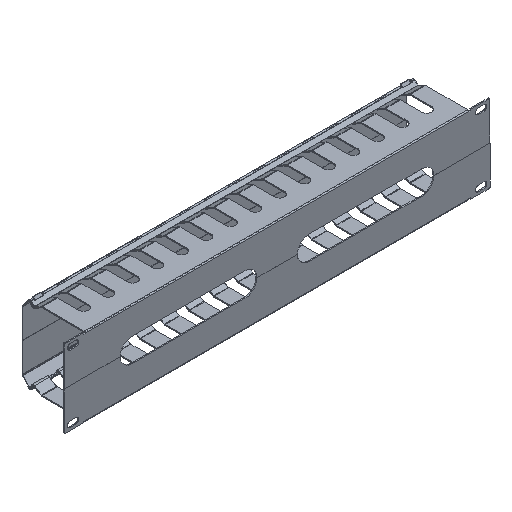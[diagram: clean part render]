
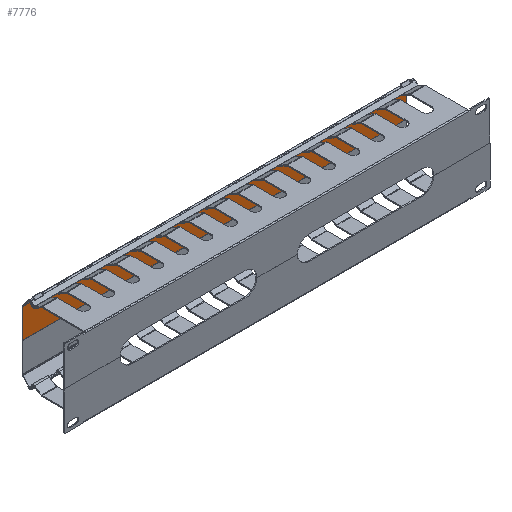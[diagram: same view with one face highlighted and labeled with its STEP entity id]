
A CAD part, isometric view. The second image highlights one B-rep face of the part: STEP entity #7776.
In plain terms, the highlighted face is planar.
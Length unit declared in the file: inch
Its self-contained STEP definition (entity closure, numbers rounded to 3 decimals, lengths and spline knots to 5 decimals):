
#313 = FACE_OUTER_BOUND ( 'NONE', #5190, .T. ) ;
#392 = CARTESIAN_POINT ( 'NONE',  ( 8.56299, 0.43589, -0.03937 ) ) ;
#490 = CARTESIAN_POINT ( 'NONE',  ( -8.56299, -0.875, -0.03937 ) ) ;
#705 = LINE ( 'NONE', #4542, #10661 ) ;
#977 = EDGE_CURVE ( 'NONE', #6887, #2247, #9986, .T. ) ;
#1189 = DIRECTION ( 'NONE',  ( 0., 0., 1. ) ) ;
#1242 = VECTOR ( 'NONE', #5999, 39.37008 ) ;
#1530 = CARTESIAN_POINT ( 'NONE',  ( 8.56299, 0.43589, -0.03937 ) ) ;
#1684 = LINE ( 'NONE', #4762, #2662 ) ;
#2247 = VERTEX_POINT ( 'NONE', #9551 ) ;
#2595 = ORIENTED_EDGE ( 'NONE', *, *, #4525, .T. ) ;
#2662 = VECTOR ( 'NONE', #2811, 39.37008 ) ;
#2811 = DIRECTION ( 'NONE',  ( -1., 0., 0. ) ) ;
#4075 = ORIENTED_EDGE ( 'NONE', *, *, #5046, .T. ) ;
#4362 = DIRECTION ( 'NONE',  ( 0., -1., 0. ) ) ;
#4367 = ORIENTED_EDGE ( 'NONE', *, *, #977, .T. ) ;
#4525 = EDGE_CURVE ( 'NONE', #7774, #6358, #8930, .T. ) ;
#4542 = CARTESIAN_POINT ( 'NONE',  ( -8.56299, 0.43589, -0.03937 ) ) ;
#4762 = CARTESIAN_POINT ( 'NONE',  ( 8.56299, -0.875, -0.03937 ) ) ;
#5019 = DIRECTION ( 'NONE',  ( 1., 0., 0. ) ) ;
#5046 = EDGE_CURVE ( 'NONE', #2247, #7774, #1684, .T. ) ;
#5190 = EDGE_LOOP ( 'NONE', ( #6639, #4367, #4075, #2595 ) ) ;
#5999 = DIRECTION ( 'NONE',  ( 0., 1., 0. ) ) ;
#6336 = AXIS2_PLACEMENT_3D ( 'NONE', #10011, #1189, #5019 ) ;
#6358 = VERTEX_POINT ( 'NONE', #10659 ) ;
#6639 = ORIENTED_EDGE ( 'NONE', *, *, #8970, .T. ) ;
#6887 = VERTEX_POINT ( 'NONE', #392 ) ;
#7774 = VERTEX_POINT ( 'NONE', #490 ) ;
#7776 = ADVANCED_FACE ( 'NONE', ( #313 ), #10835, .F. ) ;
#8353 = DIRECTION ( 'NONE',  ( 1., 0., 0. ) ) ;
#8930 = LINE ( 'NONE', #9804, #1242 ) ;
#8970 = EDGE_CURVE ( 'NONE', #6358, #6887, #705, .T. ) ;
#9551 = CARTESIAN_POINT ( 'NONE',  ( 8.56299, -0.875, -0.03937 ) ) ;
#9804 = CARTESIAN_POINT ( 'NONE',  ( -8.56299, -0.875, -0.03937 ) ) ;
#9816 = VECTOR ( 'NONE', #4362, 39.37008 ) ;
#9986 = LINE ( 'NONE', #1530, #9816 ) ;
#10011 = CARTESIAN_POINT ( 'NONE',  ( 0., 0., -0.03937 ) ) ;
#10659 = CARTESIAN_POINT ( 'NONE',  ( -8.56299, 0.43589, -0.03937 ) ) ;
#10661 = VECTOR ( 'NONE', #8353, 39.37008 ) ;
#10835 = PLANE ( 'NONE',  #6336 ) ;
